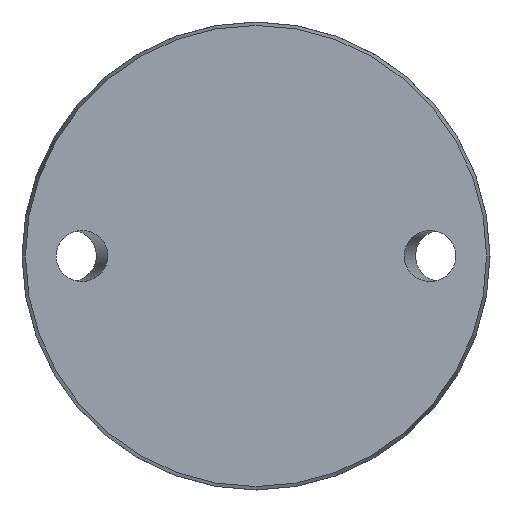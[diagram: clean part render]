
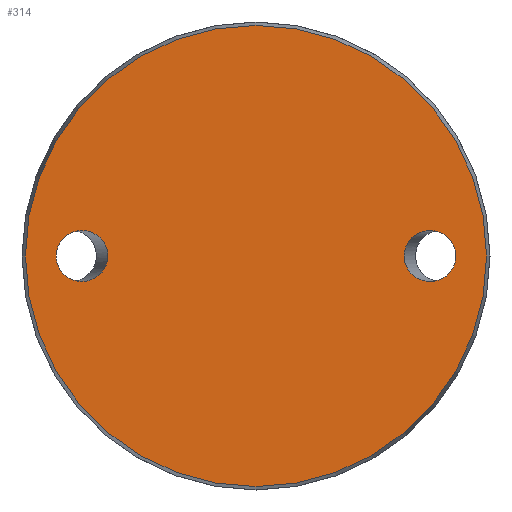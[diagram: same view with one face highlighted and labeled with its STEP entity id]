
A CAD part, front view. The second image highlights one B-rep face of the part: STEP entity #314.
In plain terms, the highlighted planar face has unit normal (0, -1, 0).
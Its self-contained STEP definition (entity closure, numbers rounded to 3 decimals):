
#3 = EDGE_LOOP ( 'NONE', ( #717 ) ) ;
#35 = CARTESIAN_POINT ( 'NONE',  ( 24.691, 0., 0. ) ) ;
#55 = CARTESIAN_POINT ( 'NONE',  ( -33.309, 0., 0. ) ) ;
#94 = CARTESIAN_POINT ( 'NONE',  ( 33.309, 0., -8.5 ) ) ;
#125 = EDGE_CURVE ( 'NONE', #624, #624, #316, .T. ) ;
#128 = VERTEX_POINT ( 'NONE', #133 ) ;
#132 = CARTESIAN_POINT ( 'NONE',  ( 0., 0., 0. ) ) ;
#133 = CARTESIAN_POINT ( 'NONE',  ( 0., 0., -38.425 ) ) ;
#156 = CARTESIAN_POINT ( 'NONE',  ( 33.309, 0., 8.5 ) ) ;
#181 = CARTESIAN_POINT ( 'NONE',  ( -33.309, 0., 0. ) ) ;
#185 = CARTESIAN_POINT ( 'NONE',  ( -33.309, 0., 8.5 ) ) ;
#218 = EDGE_CURVE ( 'NONE', #128, #128, #265, .T. ) ;
#228 = PLANE ( 'NONE',  #505 ) ;
#231 = EDGE_LOOP ( 'NONE', ( #639 ) ) ;
#236 = ORIENTED_EDGE ( 'NONE', *, *, #218, .T. ) ;
#265 = CIRCLE ( 'NONE', #877, 38.425 ) ;
#314 = ADVANCED_FACE ( 'NONE', ( #377, #745, #452 ), #228, .F. ) ;
#316 =( BOUNDED_CURVE ( )  B_SPLINE_CURVE ( 3, ( #35, #508, #94, #873, #156, #374, #869 ),
 .UNSPECIFIED., .T., .F. ) 
 B_SPLINE_CURVE_WITH_KNOTS ( ( 4, 3, 4 ),
 ( 0., 3.142, 6.283 ),
 .UNSPECIFIED. ) 
 CURVE ( )  GEOMETRIC_REPRESENTATION_ITEM ( )  RATIONAL_B_SPLINE_CURVE ( ( 1., 0.333, 0.333, 1., 0.333, 0.333, 1. ) ) 
 REPRESENTATION_ITEM ( '' )  );
#338 = CARTESIAN_POINT ( 'NONE',  ( -24.691, 0., 8.5 ) ) ;
#342 = CARTESIAN_POINT ( 'NONE',  ( -24.691, 0., -8.5 ) ) ;
#374 = CARTESIAN_POINT ( 'NONE',  ( 24.691, 0., 8.5 ) ) ;
#377 = FACE_BOUND ( 'NONE', #231, .T. ) ;
#386 = DIRECTION ( 'NONE',  ( 0., 0., 1. ) ) ;
#417 = EDGE_LOOP ( 'NONE', ( #236 ) ) ;
#452 = FACE_OUTER_BOUND ( 'NONE', #417, .T. ) ;
#467 =( BOUNDED_CURVE ( )  B_SPLINE_CURVE ( 3, ( #55, #185, #338, #684, #342, #468, #181 ),
 .UNSPECIFIED., .T., .F. ) 
 B_SPLINE_CURVE_WITH_KNOTS ( ( 4, 3, 4 ),
 ( 0., 3.142, 6.283 ),
 .UNSPECIFIED. ) 
 CURVE ( )  GEOMETRIC_REPRESENTATION_ITEM ( )  RATIONAL_B_SPLINE_CURVE ( ( 1., 0.333, 0.333, 1., 0.333, 0.333, 1. ) ) 
 REPRESENTATION_ITEM ( '' )  );
#468 = CARTESIAN_POINT ( 'NONE',  ( -33.309, 0., -8.5 ) ) ;
#505 = AXIS2_PLACEMENT_3D ( 'NONE', #663, #872, #386 ) ;
#508 = CARTESIAN_POINT ( 'NONE',  ( 24.691, 0., -8.5 ) ) ;
#624 = VERTEX_POINT ( 'NONE', #901 ) ;
#631 = DIRECTION ( 'NONE',  ( 0., -1., 0. ) ) ;
#639 = ORIENTED_EDGE ( 'NONE', *, *, #909, .T. ) ;
#663 = CARTESIAN_POINT ( 'NONE',  ( -38.425, 0., 0. ) ) ;
#684 = CARTESIAN_POINT ( 'NONE',  ( -24.691, 0., 0. ) ) ;
#699 = VERTEX_POINT ( 'NONE', #767 ) ;
#717 = ORIENTED_EDGE ( 'NONE', *, *, #125, .F. ) ;
#745 = FACE_BOUND ( 'NONE', #3, .T. ) ;
#767 = CARTESIAN_POINT ( 'NONE',  ( -33.309, 0., 0. ) ) ;
#869 = CARTESIAN_POINT ( 'NONE',  ( 24.691, 0., 0. ) ) ;
#872 = DIRECTION ( 'NONE',  ( 0., 1., 0. ) ) ;
#873 = CARTESIAN_POINT ( 'NONE',  ( 33.309, 0., 0. ) ) ;
#877 = AXIS2_PLACEMENT_3D ( 'NONE', #132, #631, #905 ) ;
#901 = CARTESIAN_POINT ( 'NONE',  ( 24.691, 0., 0. ) ) ;
#905 = DIRECTION ( 'NONE',  ( 0., 0., -1. ) ) ;
#909 = EDGE_CURVE ( 'NONE', #699, #699, #467, .T. ) ;
